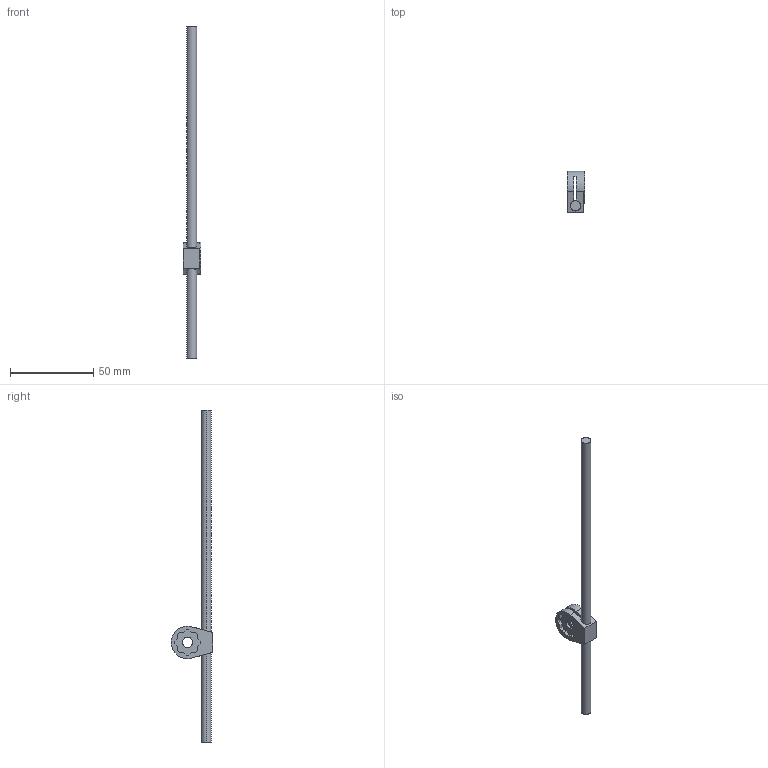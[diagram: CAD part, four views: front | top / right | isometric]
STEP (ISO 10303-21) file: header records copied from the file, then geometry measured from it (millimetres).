
FILE_DESCRIPTION(('STEP AP242'),'1');
FILE_NAME('switch_zcky59.stp','2021-05-11T12:13:03',('TraceParts'),('TraceParts S.A.'),'Spatial InterOp 3D',' ',' ');
FILE_SCHEMA(('AP242_MANAGED_MODEL_BASED_3D_ENGINEERING_MIM_LF {1 0 10303 442 1 1 4}'));
Length unit declared in the file: millimetre
Products named in the file (1): switch_zcky59_1
Bounding box: 10.45 x 24.95 x 200 mm (x, y, z)
Volume: 7739.3 mm3; surface area: 6347.3 mm2
Topology: 2 solids, 2 shells, 75 faces, 201 edges, 134 vertices
Faces by surface type: plane 41, cylinder 34
Entity records: 2476 total; most frequent: CARTESIAN_POINT 500, DIRECTION 421, ORIENTED_EDGE 402, EDGE_CURVE 201, AXIS2_PLACEMENT_3D 147, VERTEX_POINT 134, LINE 127, VECTOR 127
